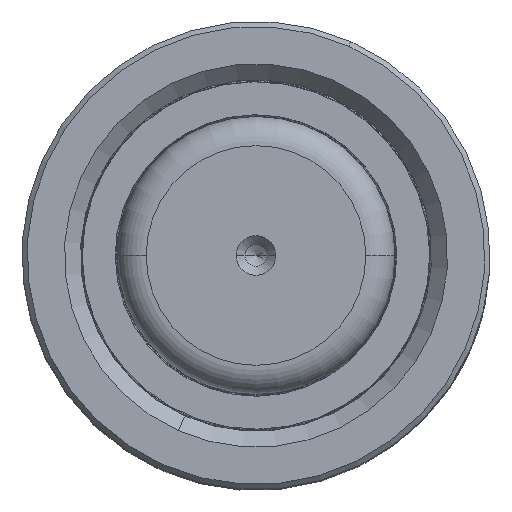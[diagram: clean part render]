
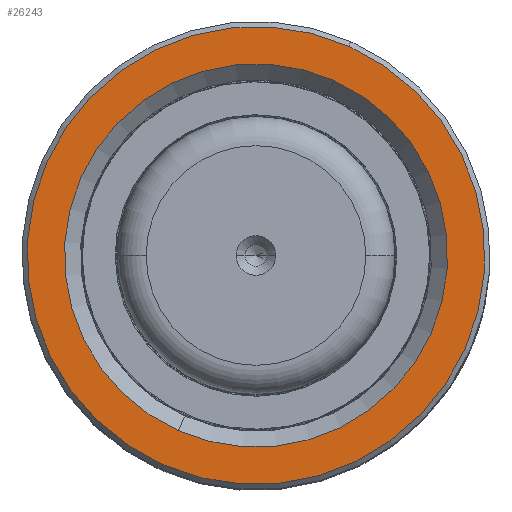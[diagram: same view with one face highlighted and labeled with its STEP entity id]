
A CAD part, top view. The second image highlights one B-rep face of the part: STEP entity #26243.
In plain terms, the highlighted planar face has unit normal (0, 0, 1).
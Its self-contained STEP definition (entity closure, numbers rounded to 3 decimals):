
#191 = CARTESIAN_POINT ( 'NONE',  ( 0., 0., 80. ) ) ;
#2561 = CIRCLE ( 'NONE', #42131, 31.3 ) ;
#3776 = CARTESIAN_POINT ( 'NONE',  ( 26.2, 0., 80. ) ) ;
#6217 = EDGE_CURVE ( 'NONE', #33021, #22866, #54464, .T. ) ;
#6839 = AXIS2_PLACEMENT_3D ( 'NONE', #32153, #10864, #40633 ) ;
#7516 = DIRECTION ( 'NONE',  ( 1., 0., 0. ) ) ;
#8904 = DIRECTION ( 'NONE',  ( 0., 0., -1. ) ) ;
#10349 = EDGE_LOOP ( 'NONE', ( #40694, #44477 ) ) ;
#10864 = DIRECTION ( 'NONE',  ( 0., 0., 1. ) ) ;
#14136 = DIRECTION ( 'NONE',  ( 0., 0., 1. ) ) ;
#15281 = VERTEX_POINT ( 'NONE', #3776 ) ;
#15678 = AXIS2_PLACEMENT_3D ( 'NONE', #33768, #28711, #29079 ) ;
#16779 = CARTESIAN_POINT ( 'NONE',  ( -26.2, 0., 80. ) ) ;
#19551 = PLANE ( 'NONE',  #6839 ) ;
#19670 = CIRCLE ( 'NONE', #24671, 26.2 ) ;
#20677 = VERTEX_POINT ( 'NONE', #16779 ) ;
#20723 = DIRECTION ( 'NONE',  ( 0., 0., 1. ) ) ;
#22866 = VERTEX_POINT ( 'NONE', #33264 ) ;
#23856 = EDGE_CURVE ( 'NONE', #22866, #33021, #2561, .T. ) ;
#24671 = AXIS2_PLACEMENT_3D ( 'NONE', #191, #8904, #47681 ) ;
#24759 = FACE_OUTER_BOUND ( 'NONE', #10349, .T. ) ;
#26243 = ADVANCED_FACE ( 'NONE', ( #24759, #43631 ), #19551, .T. ) ;
#28711 = DIRECTION ( 'NONE',  ( 0., 0., -1. ) ) ;
#29079 = DIRECTION ( 'NONE',  ( 1., 0., 0. ) ) ;
#31474 = DIRECTION ( 'NONE',  ( 1., 0., 0. ) ) ;
#32153 = CARTESIAN_POINT ( 'NONE',  ( 0., 0., 80. ) ) ;
#32375 = AXIS2_PLACEMENT_3D ( 'NONE', #32398, #20723, #7516 ) ;
#32398 = CARTESIAN_POINT ( 'NONE',  ( 0., 0., 80. ) ) ;
#33021 = VERTEX_POINT ( 'NONE', #54910 ) ;
#33083 = ORIENTED_EDGE ( 'NONE', *, *, #36204, .T. ) ;
#33264 = CARTESIAN_POINT ( 'NONE',  ( -31.3, 0., 80. ) ) ;
#33768 = CARTESIAN_POINT ( 'NONE',  ( 0., 0., 80. ) ) ;
#34911 = EDGE_LOOP ( 'NONE', ( #33083, #50315 ) ) ;
#36204 = EDGE_CURVE ( 'NONE', #15281, #20677, #19670, .T. ) ;
#39260 = EDGE_CURVE ( 'NONE', #20677, #15281, #40466, .T. ) ;
#39949 = CARTESIAN_POINT ( 'NONE',  ( 0., 0., 80. ) ) ;
#40466 = CIRCLE ( 'NONE', #15678, 26.2 ) ;
#40633 = DIRECTION ( 'NONE',  ( 1., 0., 0. ) ) ;
#40694 = ORIENTED_EDGE ( 'NONE', *, *, #23856, .T. ) ;
#42131 = AXIS2_PLACEMENT_3D ( 'NONE', #39949, #14136, #31474 ) ;
#43631 = FACE_BOUND ( 'NONE', #34911, .T. ) ;
#44477 = ORIENTED_EDGE ( 'NONE', *, *, #6217, .T. ) ;
#47681 = DIRECTION ( 'NONE',  ( 1., 0., 0. ) ) ;
#50315 = ORIENTED_EDGE ( 'NONE', *, *, #39260, .T. ) ;
#54464 = CIRCLE ( 'NONE', #32375, 31.3 ) ;
#54910 = CARTESIAN_POINT ( 'NONE',  ( 31.3, 0., 80. ) ) ;
